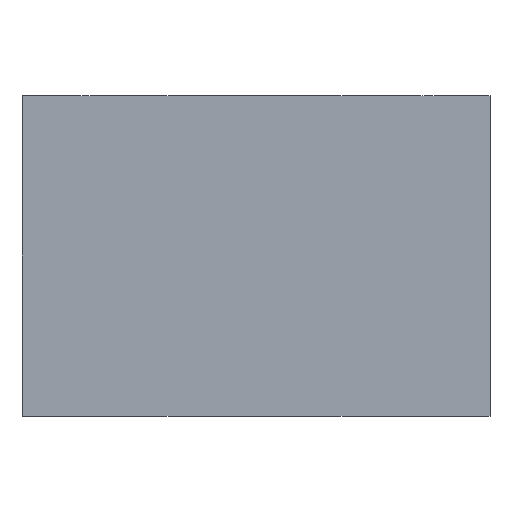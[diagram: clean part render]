
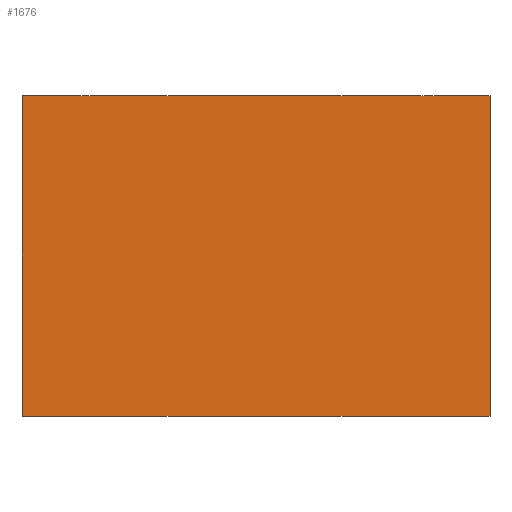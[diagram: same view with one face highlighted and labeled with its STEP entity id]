
A CAD part, front view. The second image highlights one B-rep face of the part: STEP entity #1676.
In plain terms, the highlighted planar face has unit normal (0, -1, 0).
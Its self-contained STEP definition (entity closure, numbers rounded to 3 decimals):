
#52 = DIRECTION ( 'NONE',  ( 1., 0., 0. ) ) ;
#198 = AXIS2_PLACEMENT_3D ( 'NONE', #2397, #1124, #52 ) ;
#242 = CARTESIAN_POINT ( 'NONE',  ( 50.574, -34.603, 48. ) ) ;
#255 = LINE ( 'NONE', #724, #2445 ) ;
#434 = ORIENTED_EDGE ( 'NONE', *, *, #1709, .T. ) ;
#569 = CARTESIAN_POINT ( 'NONE',  ( 50.574, -34.603, 48. ) ) ;
#615 = DIRECTION ( 'NONE',  ( 0., 0., -1. ) ) ;
#706 = LINE ( 'NONE', #569, #1426 ) ;
#724 = CARTESIAN_POINT ( 'NONE',  ( 50.574, -34.603, 0. ) ) ;
#740 = LINE ( 'NONE', #2615, #1349 ) ;
#755 = ORIENTED_EDGE ( 'NONE', *, *, #2056, .F. ) ;
#775 = LINE ( 'NONE', #1452, #2642 ) ;
#786 = CARTESIAN_POINT ( 'NONE',  ( 50.574, -34.603, 0. ) ) ;
#832 = ORIENTED_EDGE ( 'NONE', *, *, #2555, .T. ) ;
#858 = VERTEX_POINT ( 'NONE', #786 ) ;
#860 = EDGE_LOOP ( 'NONE', ( #755, #1337, #434, #832 ) ) ;
#861 = EDGE_CURVE ( 'NONE', #2735, #858, #706, .T. ) ;
#875 = VERTEX_POINT ( 'NONE', #987 ) ;
#936 = VERTEX_POINT ( 'NONE', #2108 ) ;
#987 = CARTESIAN_POINT ( 'NONE',  ( -19.426, -34.603, 48. ) ) ;
#1124 = DIRECTION ( 'NONE',  ( 0., -1., 0. ) ) ;
#1337 = ORIENTED_EDGE ( 'NONE', *, *, #861, .F. ) ;
#1349 = VECTOR ( 'NONE', #1934, 1000. ) ;
#1426 = VECTOR ( 'NONE', #2703, 1000. ) ;
#1452 = CARTESIAN_POINT ( 'NONE',  ( -19.426, -34.603, 48. ) ) ;
#1676 = ADVANCED_FACE ( 'NONE', ( #2750 ), #2606, .T. ) ;
#1709 = EDGE_CURVE ( 'NONE', #2735, #875, #740, .T. ) ;
#1934 = DIRECTION ( 'NONE',  ( -1., 0., 0. ) ) ;
#2056 = EDGE_CURVE ( 'NONE', #858, #936, #255, .T. ) ;
#2108 = CARTESIAN_POINT ( 'NONE',  ( -19.426, -34.603, 0. ) ) ;
#2219 = DIRECTION ( 'NONE',  ( -1., 0., 0. ) ) ;
#2397 = CARTESIAN_POINT ( 'NONE',  ( 50.574, -34.603, 48. ) ) ;
#2445 = VECTOR ( 'NONE', #2219, 1000. ) ;
#2555 = EDGE_CURVE ( 'NONE', #875, #936, #775, .T. ) ;
#2606 = PLANE ( 'NONE',  #198 ) ;
#2615 = CARTESIAN_POINT ( 'NONE',  ( 50.574, -34.603, 48. ) ) ;
#2642 = VECTOR ( 'NONE', #615, 1000. ) ;
#2703 = DIRECTION ( 'NONE',  ( 0., 0., -1. ) ) ;
#2735 = VERTEX_POINT ( 'NONE', #242 ) ;
#2750 = FACE_OUTER_BOUND ( 'NONE', #860, .T. ) ;
